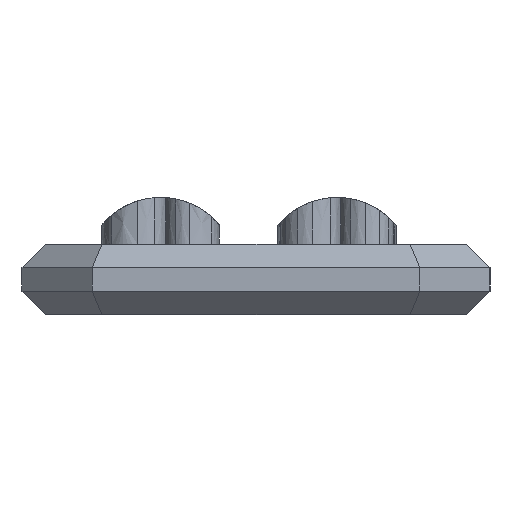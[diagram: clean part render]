
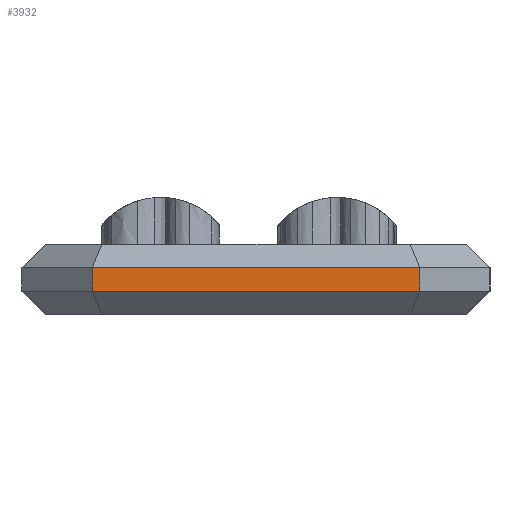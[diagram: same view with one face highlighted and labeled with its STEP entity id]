
A CAD part, left-side view. The second image highlights one B-rep face of the part: STEP entity #3932.
In plain terms, the highlighted planar face has unit normal (-1, 0, 0).
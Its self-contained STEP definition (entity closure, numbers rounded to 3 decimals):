
#3932=ADVANCED_FACE('',(#6995),#6997,.T.);
#6995=FACE_BOUND('',#6996,.T.);
#6996=EDGE_LOOP('',(#10407,#10408,#10409,#10410));
#6997=PLANE('',#6998);
#6998=AXIS2_PLACEMENT_3D('',#6999,#7000,#7001);
#6999=CARTESIAN_POINT('',(-37.5,10.,0.));
#7000=DIRECTION('',(-1.,0.,0.));
#7001=DIRECTION('',(0.,-1.,0.));
#10407=ORIENTED_EDGE('',*,*,#11732,.T.);
#10408=ORIENTED_EDGE('',*,*,#11733,.T.);
#10409=ORIENTED_EDGE('',*,*,#11700,.F.);
#10410=ORIENTED_EDGE('',*,*,#11731,.F.);
#11700=EDGE_CURVE('',#13730,#13733,#13734,.T.);
#11731=EDGE_CURVE('',#13778,#13730,#13780,.T.);
#11732=EDGE_CURVE('',#13778,#13781,#13782,.T.);
#11733=EDGE_CURVE('',#13781,#13733,#13783,.T.);
#13730=VERTEX_POINT('',#25084);
#13733=VERTEX_POINT('',#25091);
#13734=LINE('',#25092,#25093);
#13778=VERTEX_POINT('',#25196);
#13780=LINE('',#25200,#25201);
#13781=VERTEX_POINT('',#25203);
#13782=LINE('',#25204,#25205);
#13783=LINE('',#25207,#25208);
#25084=CARTESIAN_POINT('',(-37.5,7.,2.));
#25091=CARTESIAN_POINT('',(-37.5,-7.,2.));
#25092=CARTESIAN_POINT('',(-37.5,7.,2.));
#25093=VECTOR('',#25094,1.);
#25094=DIRECTION('',(0.,-1.,0.));
#25196=CARTESIAN_POINT('',(-37.5,7.,1.));
#25200=CARTESIAN_POINT('',(-37.5,7.,1.));
#25201=VECTOR('',#25202,1.);
#25202=DIRECTION('',(0.,0.,1.));
#25203=CARTESIAN_POINT('',(-37.5,-7.,1.));
#25204=CARTESIAN_POINT('',(-37.5,7.,1.));
#25205=VECTOR('',#25206,1.);
#25206=DIRECTION('',(0.,-1.,0.));
#25207=CARTESIAN_POINT('',(-37.5,-7.,1.));
#25208=VECTOR('',#25209,1.);
#25209=DIRECTION('',(0.,0.,1.));
